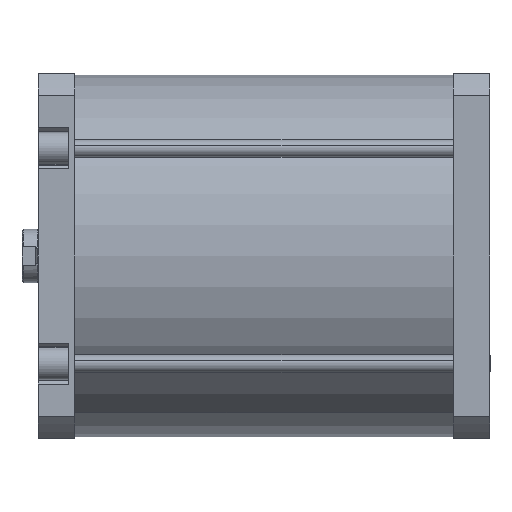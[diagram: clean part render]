
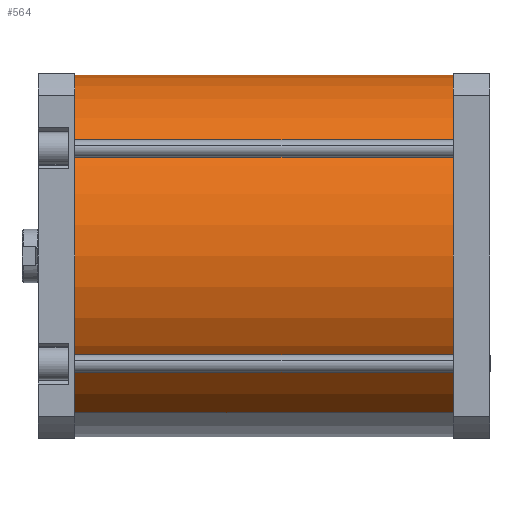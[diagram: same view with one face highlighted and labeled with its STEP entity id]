
A CAD part, front view. The second image highlights one B-rep face of the part: STEP entity #564.
In plain terms, the highlighted cylindrical face has radius 168 mm (diameter 336 mm), a partial arc.
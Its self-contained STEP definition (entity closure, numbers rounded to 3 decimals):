
#9 = DIRECTION ( 'NONE',  ( 0., 0., -1. ) ) ;
#14 = DIRECTION ( 'NONE',  ( -1., 0., 0. ) ) ;
#21 = CARTESIAN_POINT ( 'NONE',  ( 0., 0., 352. ) ) ;
#70 = EDGE_LOOP ( 'NONE', ( #3604, #3603, #3602, #3601 ) ) ;
#564 = ADVANCED_FACE ( 'NONE', ( #3818 ), #3819, .T. ) ;
#1275 = VECTOR ( 'NONE', #1810, 1000. ) ;
#1284 = LINE ( 'NONE', #1804, #1275 ) ;
#1285 = CIRCLE ( 'NONE', #6669, 168. ) ;
#1288 = LINE ( 'NONE', #1813, #1289 ) ;
#1289 = VECTOR ( 'NONE', #1814, 1000. ) ;
#1300 = CIRCLE ( 'NONE', #6672, 168. ) ;
#1801 = CARTESIAN_POINT ( 'NONE',  ( 0., 0., 0. ) ) ;
#1804 = CARTESIAN_POINT ( 'NONE',  ( -168., 0., 352. ) ) ;
#1807 = DIRECTION ( 'NONE',  ( 0., 0., 1. ) ) ;
#1808 = DIRECTION ( 'NONE',  ( 1., 0., 0. ) ) ;
#1810 = DIRECTION ( 'NONE',  ( 0., 0., -1. ) ) ;
#1813 = CARTESIAN_POINT ( 'NONE',  ( 168., 0., 352. ) ) ;
#1814 = DIRECTION ( 'NONE',  ( 0., 0., -1. ) ) ;
#1831 = CARTESIAN_POINT ( 'NONE',  ( 0., 0., 352. ) ) ;
#1833 = DIRECTION ( 'NONE',  ( 0., 0., 1. ) ) ;
#1834 = DIRECTION ( 'NONE',  ( 1., 0., 0. ) ) ;
#2629 = CARTESIAN_POINT ( 'NONE',  ( -168., 0., 352. ) ) ;
#2633 = CARTESIAN_POINT ( 'NONE',  ( 168., 0., 352. ) ) ;
#2643 = CARTESIAN_POINT ( 'NONE',  ( -168., 0., 0. ) ) ;
#2647 = CARTESIAN_POINT ( 'NONE',  ( 168., 0., 0. ) ) ;
#3601 = ORIENTED_EDGE ( 'NONE', *, *, #5951, .T. ) ;
#3602 = ORIENTED_EDGE ( 'NONE', *, *, #5952, .T. ) ;
#3603 = ORIENTED_EDGE ( 'NONE', *, *, #5961, .F. ) ;
#3604 = ORIENTED_EDGE ( 'NONE', *, *, #5954, .F. ) ;
#3818 = FACE_OUTER_BOUND ( 'NONE', #70, .T. ) ;
#3819 = CYLINDRICAL_SURFACE ( 'NONE', #6383, 168. ) ;
#5951 = EDGE_CURVE ( 'NONE', #7134, #7138, #1285, .T. ) ;
#5952 = EDGE_CURVE ( 'NONE', #7120, #7134, #1284, .T. ) ;
#5954 = EDGE_CURVE ( 'NONE', #7124, #7138, #1288, .T. ) ;
#5961 = EDGE_CURVE ( 'NONE', #7120, #7124, #1300, .T. ) ;
#6383 = AXIS2_PLACEMENT_3D ( 'NONE', #21, #9, #14 ) ;
#6669 = AXIS2_PLACEMENT_3D ( 'NONE', #1801, #1807, #1808 ) ;
#6672 = AXIS2_PLACEMENT_3D ( 'NONE', #1831, #1833, #1834 ) ;
#7120 = VERTEX_POINT ( 'NONE', #2629 ) ;
#7124 = VERTEX_POINT ( 'NONE', #2633 ) ;
#7134 = VERTEX_POINT ( 'NONE', #2643 ) ;
#7138 = VERTEX_POINT ( 'NONE', #2647 ) ;
